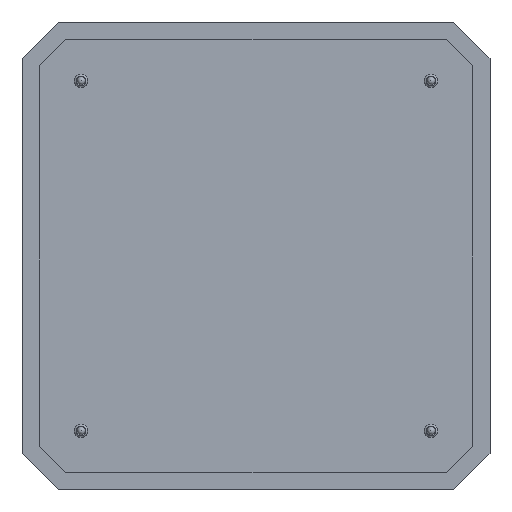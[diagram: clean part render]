
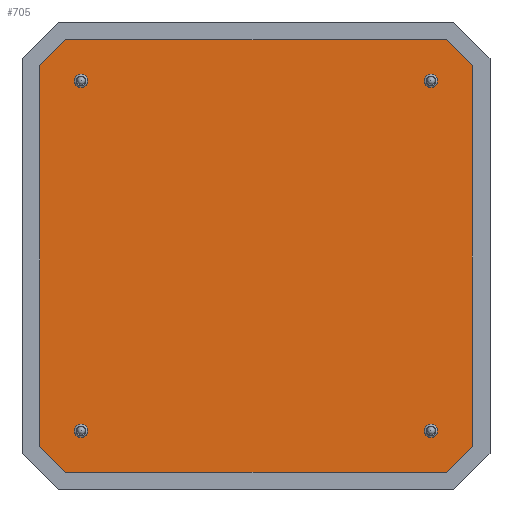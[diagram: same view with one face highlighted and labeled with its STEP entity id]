
A CAD part, front view. The second image highlights one B-rep face of the part: STEP entity #705.
In plain terms, the highlighted planar face has unit normal (0, -1, 0).
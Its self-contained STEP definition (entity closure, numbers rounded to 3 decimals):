
#95=FACE_OUTER_BOUND('',#137,.T.);
#137=EDGE_LOOP('',(#598,#599,#600,#601,#602,#603,#604,#605));
#203=LINE('',#1115,#281);
#206=LINE('',#1121,#284);
#209=LINE('',#1127,#287);
#212=LINE('',#1133,#290);
#215=LINE('',#1139,#293);
#218=LINE('',#1145,#296);
#221=LINE('',#1151,#299);
#224=LINE('',#1155,#302);
#281=VECTOR('',#898,10.);
#284=VECTOR('',#903,10.);
#287=VECTOR('',#908,10.);
#290=VECTOR('',#913,10.);
#293=VECTOR('',#918,10.);
#296=VECTOR('',#923,10.);
#299=VECTOR('',#928,10.);
#302=VECTOR('',#933,10.);
#343=VERTEX_POINT('',#1112);
#344=VERTEX_POINT('',#1114);
#346=VERTEX_POINT('',#1120);
#348=VERTEX_POINT('',#1126);
#350=VERTEX_POINT('',#1132);
#352=VERTEX_POINT('',#1138);
#354=VERTEX_POINT('',#1144);
#356=VERTEX_POINT('',#1150);
#420=EDGE_CURVE('',#344,#343,#203,.T.);
#423=EDGE_CURVE('',#346,#344,#206,.T.);
#426=EDGE_CURVE('',#348,#346,#209,.T.);
#429=EDGE_CURVE('',#350,#348,#212,.T.);
#432=EDGE_CURVE('',#352,#350,#215,.T.);
#435=EDGE_CURVE('',#354,#352,#218,.T.);
#438=EDGE_CURVE('',#356,#354,#221,.T.);
#441=EDGE_CURVE('',#343,#356,#224,.T.);
#598=ORIENTED_EDGE('',*,*,#441,.T.);
#599=ORIENTED_EDGE('',*,*,#438,.T.);
#600=ORIENTED_EDGE('',*,*,#435,.T.);
#601=ORIENTED_EDGE('',*,*,#432,.T.);
#602=ORIENTED_EDGE('',*,*,#429,.T.);
#603=ORIENTED_EDGE('',*,*,#426,.T.);
#604=ORIENTED_EDGE('',*,*,#423,.T.);
#605=ORIENTED_EDGE('',*,*,#420,.T.);
#673=PLANE('',#773);
#705=ADVANCED_FACE('',(#95),#673,.T.);
#773=AXIS2_PLACEMENT_3D('',#1157,#936,#937);
#898=DIRECTION('',(0.707,0.,0.707));
#903=DIRECTION('',(1.,0.,0.));
#908=DIRECTION('',(0.707,0.,-0.707));
#913=DIRECTION('',(0.,0.,-1.));
#918=DIRECTION('',(-0.707,0.,-0.707));
#923=DIRECTION('',(-1.,0.,0.));
#928=DIRECTION('',(-0.707,0.,0.707));
#933=DIRECTION('',(0.,0.,1.));
#936=DIRECTION('center_axis',(0.,-1.,0.));
#937=DIRECTION('ref_axis',(0.,0.,-1.));
#1112=CARTESIAN_POINT('',(26.899,-4.,-22.537));
#1114=CARTESIAN_POINT('',(22.736,-4.,-26.7));
#1115=CARTESIAN_POINT('',(22.736,-4.,-26.7));
#1120=CARTESIAN_POINT('',(-22.336,-4.,-26.7));
#1121=CARTESIAN_POINT('',(-22.336,-4.,-26.7));
#1126=CARTESIAN_POINT('',(-26.5,-4.,-22.536));
#1127=CARTESIAN_POINT('',(-26.5,-4.,-22.536));
#1132=CARTESIAN_POINT('',(-26.499,-4.,22.536));
#1133=CARTESIAN_POINT('',(-26.499,-4.,22.536));
#1138=CARTESIAN_POINT('',(-22.336,-4.,26.699));
#1139=CARTESIAN_POINT('',(-22.336,-4.,26.699));
#1144=CARTESIAN_POINT('',(22.736,-4.,26.699));
#1145=CARTESIAN_POINT('',(22.736,-4.,26.699));
#1150=CARTESIAN_POINT('',(26.899,-4.,22.536));
#1151=CARTESIAN_POINT('',(26.899,-4.,22.536));
#1155=CARTESIAN_POINT('',(26.899,-4.,-22.537));
#1157=CARTESIAN_POINT('Origin',(0.2,-4.,0.));
